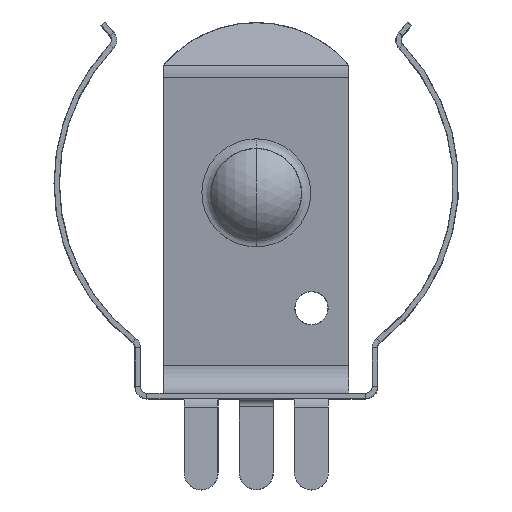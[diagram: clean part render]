
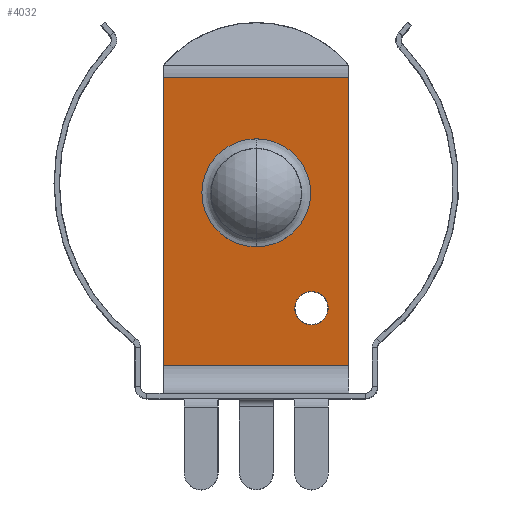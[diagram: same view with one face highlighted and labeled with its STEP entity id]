
A CAD part, top view. The second image highlights one B-rep face of the part: STEP entity #4032.
In plain terms, the highlighted planar face has unit normal (0, -0.123, 0.992).
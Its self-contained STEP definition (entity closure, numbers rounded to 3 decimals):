
#182 = EDGE_LOOP ( 'NONE', ( #2324, #750 ) ) ;
#211 = VERTEX_POINT ( 'NONE', #4894 ) ;
#372 = CIRCLE ( 'NONE', #2158, 2.505 ) ;
#484 = AXIS2_PLACEMENT_3D ( 'NONE', #3240, #5514, #1015 ) ;
#515 =( BOUNDED_CURVE ( )  B_SPLINE_CURVE ( 3, ( #4747, #3089, #1961, #7113 ),
 .UNSPECIFIED., .F., .T. ) 
 B_SPLINE_CURVE_WITH_KNOTS ( ( 4, 4 ),
 ( 4.712, 7.854 ),
 .UNSPECIFIED. ) 
 CURVE ( )  GEOMETRIC_REPRESENTATION_ITEM ( )  RATIONAL_B_SPLINE_CURVE ( ( 1., 0.333, 0.333, 1. ) ) 
 REPRESENTATION_ITEM ( '' )  );
#573 = CARTESIAN_POINT ( 'NONE',  ( -4.265, 14.811, -4.566 ) ) ;
#610 = VECTOR ( 'NONE', #3730, 1000. ) ;
#654 = VECTOR ( 'NONE', #5799, 1000. ) ;
#685 = DIRECTION ( 'NONE',  ( 0., -0.123, 0.992 ) ) ;
#750 = ORIENTED_EDGE ( 'NONE', *, *, #3003, .F. ) ;
#867 = LINE ( 'NONE', #1488, #610 ) ;
#1015 = DIRECTION ( 'NONE',  ( 0., -0.992, -0.123 ) ) ;
#1187 = CARTESIAN_POINT ( 'NONE',  ( 1.78, 4.186, -5.886 ) ) ;
#1336 = CARTESIAN_POINT ( 'NONE',  ( 0., 7.012, -5.535 ) ) ;
#1488 = CARTESIAN_POINT ( 'NONE',  ( -4.265, 14.811, -4.566 ) ) ;
#1552 = AXIS2_PLACEMENT_3D ( 'NONE', #5759, #685, #2936 ) ;
#1692 = VERTEX_POINT ( 'NONE', #6576 ) ;
#1783 = CARTESIAN_POINT ( 'NONE',  ( 0., 9.499, -5.226 ) ) ;
#1961 = CARTESIAN_POINT ( 'NONE',  ( 1.78, 5.706, -5.697 ) ) ;
#2158 = AXIS2_PLACEMENT_3D ( 'NONE', #1783, #6818, #3511 ) ;
#2245 = VERTEX_POINT ( 'NONE', #2862 ) ;
#2284 = FACE_OUTER_BOUND ( 'NONE', #6425, .T. ) ;
#2324 = ORIENTED_EDGE ( 'NONE', *, *, #3087, .F. ) ;
#2332 = LINE ( 'NONE', #5731, #654 ) ;
#2388 = EDGE_LOOP ( 'NONE', ( #3238, #5224 ) ) ;
#2409 = VECTOR ( 'NONE', #4504, 1000. ) ;
#2862 = CARTESIAN_POINT ( 'NONE',  ( 4.265, 14.811, -4.566 ) ) ;
#2936 = DIRECTION ( 'NONE',  ( 0., -0.992, -0.123 ) ) ;
#3003 = EDGE_CURVE ( 'NONE', #5786, #4196, #6986, .T. ) ;
#3021 = EDGE_CURVE ( 'NONE', #4372, #4028, #515, .T. ) ;
#3087 = EDGE_CURVE ( 'NONE', #4196, #5786, #372, .T. ) ;
#3089 = CARTESIAN_POINT ( 'NONE',  ( 3.3, 5.706, -5.697 ) ) ;
#3238 = ORIENTED_EDGE ( 'NONE', *, *, #3021, .F. ) ;
#3240 = CARTESIAN_POINT ( 'NONE',  ( 0., 9.499, -5.226 ) ) ;
#3261 = CARTESIAN_POINT ( 'NONE',  ( 1.78, 2.666, -6.075 ) ) ;
#3356 = CARTESIAN_POINT ( 'NONE',  ( 3.3, 4.186, -5.886 ) ) ;
#3363 = EDGE_CURVE ( 'NONE', #4791, #2245, #867, .T. ) ;
#3484 = FACE_BOUND ( 'NONE', #2388, .T. ) ;
#3511 = DIRECTION ( 'NONE',  ( 0., -0.992, -0.123 ) ) ;
#3632 = EDGE_CURVE ( 'NONE', #4791, #1692, #5066, .T. ) ;
#3730 = DIRECTION ( 'NONE',  ( 1., 0., 0. ) ) ;
#3960 = CARTESIAN_POINT ( 'NONE',  ( 3.3, 2.666, -6.075 ) ) ;
#4028 = VERTEX_POINT ( 'NONE', #1187 ) ;
#4032 = ADVANCED_FACE ( 'NONE', ( #6301, #3484, #2284 ), #5197, .T. ) ;
#4086 = LINE ( 'NONE', #5217, #6550 ) ;
#4175 = CARTESIAN_POINT ( 'NONE',  ( 0., 11.985, -4.917 ) ) ;
#4196 = VERTEX_POINT ( 'NONE', #1336 ) ;
#4372 = VERTEX_POINT ( 'NONE', #3356 ) ;
#4431 = CARTESIAN_POINT ( 'NONE',  ( 1.78, 4.186, -5.886 ) ) ;
#4504 = DIRECTION ( 'NONE',  ( 0., -0.992, -0.123 ) ) ;
#4747 = CARTESIAN_POINT ( 'NONE',  ( 3.3, 4.186, -5.886 ) ) ;
#4791 = VERTEX_POINT ( 'NONE', #573 ) ;
#4894 = CARTESIAN_POINT ( 'NONE',  ( 4.265, 1.56, -6.212 ) ) ;
#4955 = ORIENTED_EDGE ( 'NONE', *, *, #3363, .F. ) ;
#5005 = CARTESIAN_POINT ( 'NONE',  ( 3.3, 4.186, -5.886 ) ) ;
#5066 = LINE ( 'NONE', #6928, #2409 ) ;
#5097 = EDGE_CURVE ( 'NONE', #4028, #4372, #6132, .T. ) ;
#5197 = PLANE ( 'NONE',  #1552 ) ;
#5217 = CARTESIAN_POINT ( 'NONE',  ( 4.265, 1.56, -6.212 ) ) ;
#5224 = ORIENTED_EDGE ( 'NONE', *, *, #5097, .F. ) ;
#5332 = ORIENTED_EDGE ( 'NONE', *, *, #5426, .F. ) ;
#5426 = EDGE_CURVE ( 'NONE', #2245, #211, #4086, .T. ) ;
#5461 = ORIENTED_EDGE ( 'NONE', *, *, #7268, .T. ) ;
#5514 = DIRECTION ( 'NONE',  ( 0., -0.123, 0.992 ) ) ;
#5731 = CARTESIAN_POINT ( 'NONE',  ( -4.265, 1.56, -6.212 ) ) ;
#5759 = CARTESIAN_POINT ( 'NONE',  ( -4.265, 1.56, -6.212 ) ) ;
#5786 = VERTEX_POINT ( 'NONE', #4175 ) ;
#5799 = DIRECTION ( 'NONE',  ( 1., 0., 0. ) ) ;
#6132 =( BOUNDED_CURVE ( )  B_SPLINE_CURVE ( 3, ( #4431, #3261, #3960, #5005 ),
 .UNSPECIFIED., .F., .T. ) 
 B_SPLINE_CURVE_WITH_KNOTS ( ( 4, 4 ),
 ( 1.571, 4.712 ),
 .UNSPECIFIED. ) 
 CURVE ( )  GEOMETRIC_REPRESENTATION_ITEM ( )  RATIONAL_B_SPLINE_CURVE ( ( 1., 0.333, 0.333, 1. ) ) 
 REPRESENTATION_ITEM ( '' )  );
#6301 = FACE_BOUND ( 'NONE', #182, .T. ) ;
#6425 = EDGE_LOOP ( 'NONE', ( #5332, #4955, #7212, #5461 ) ) ;
#6550 = VECTOR ( 'NONE', #6918, 1000. ) ;
#6576 = CARTESIAN_POINT ( 'NONE',  ( -4.265, 1.56, -6.212 ) ) ;
#6818 = DIRECTION ( 'NONE',  ( 0., -0.123, 0.992 ) ) ;
#6918 = DIRECTION ( 'NONE',  ( 0., -0.992, -0.123 ) ) ;
#6928 = CARTESIAN_POINT ( 'NONE',  ( -4.265, 1.56, -6.212 ) ) ;
#6986 = CIRCLE ( 'NONE', #484, 2.505 ) ;
#7113 = CARTESIAN_POINT ( 'NONE',  ( 1.78, 4.186, -5.886 ) ) ;
#7212 = ORIENTED_EDGE ( 'NONE', *, *, #3632, .T. ) ;
#7268 = EDGE_CURVE ( 'NONE', #1692, #211, #2332, .T. ) ;
